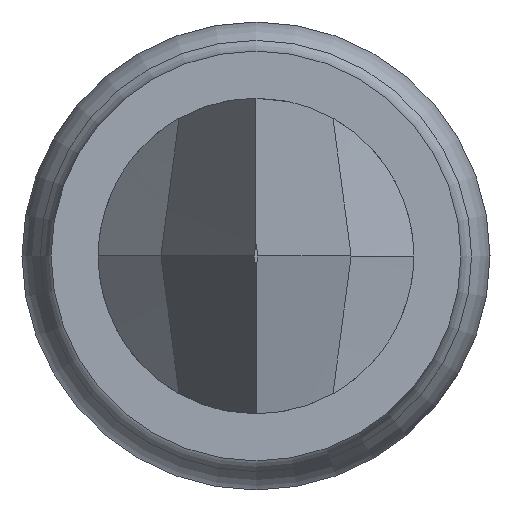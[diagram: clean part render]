
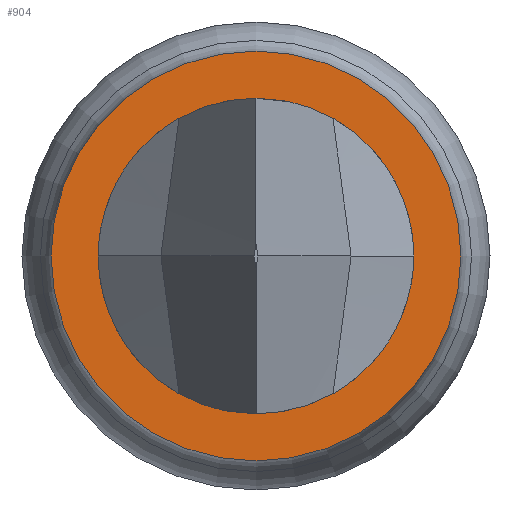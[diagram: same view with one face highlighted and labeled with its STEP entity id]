
A CAD part, left-side view. The second image highlights one B-rep face of the part: STEP entity #904.
In plain terms, the highlighted planar face has unit normal (-1, 0, 0).
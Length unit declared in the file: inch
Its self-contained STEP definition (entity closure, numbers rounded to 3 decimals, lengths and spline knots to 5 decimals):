
#18 = CARTESIAN_POINT ( 'NONE',  ( 0., 0.0165, 0. ) ) ;
#47 = DIRECTION ( 'NONE',  ( 0., 0., 1. ) ) ;
#135 = DIRECTION ( 'NONE',  ( 1., 0., 0. ) ) ;
#169 = FACE_BOUND ( 'NONE', #510, .T. ) ;
#235 = ORIENTED_EDGE ( 'NONE', *, *, #726, .F. ) ;
#469 = DIRECTION ( 'NONE',  ( 0., 0., 1. ) ) ;
#471 = AXIS2_PLACEMENT_3D ( 'NONE', #512, #135, #659 ) ;
#482 = CARTESIAN_POINT ( 'NONE',  ( 0., 0., -0.0176 ) ) ;
#490 = CARTESIAN_POINT ( 'NONE',  ( 0., 0., 0. ) ) ;
#510 = EDGE_LOOP ( 'NONE', ( #881 ) ) ;
#512 = CARTESIAN_POINT ( 'NONE',  ( 0., 0., 0. ) ) ;
#527 = VERTEX_POINT ( 'NONE', #482 ) ;
#542 = FACE_OUTER_BOUND ( 'NONE', #735, .T. ) ;
#577 = AXIS2_PLACEMENT_3D ( 'NONE', #490, #951, #47 ) ;
#603 = EDGE_CURVE ( 'NONE', #947, #947, #754, .T. ) ;
#629 = CARTESIAN_POINT ( 'NONE',  ( 0., 0., 0.01355 ) ) ;
#659 = DIRECTION ( 'NONE',  ( 0., 0., -1. ) ) ;
#726 = EDGE_CURVE ( 'NONE', #527, #527, #753, .T. ) ;
#735 = EDGE_LOOP ( 'NONE', ( #235 ) ) ;
#753 = CIRCLE ( 'NONE', #471, 0.0176 ) ;
#754 = CIRCLE ( 'NONE', #577, 0.01355 ) ;
#779 = DIRECTION ( 'NONE',  ( -1., 0., 0. ) ) ;
#881 = ORIENTED_EDGE ( 'NONE', *, *, #603, .T. ) ;
#904 = ADVANCED_FACE ( 'NONE', ( #169, #542 ), #984, .T. ) ;
#931 = AXIS2_PLACEMENT_3D ( 'NONE', #18, #779, #469 ) ;
#947 = VERTEX_POINT ( 'NONE', #629 ) ;
#951 = DIRECTION ( 'NONE',  ( 1., 0., 0. ) ) ;
#984 = PLANE ( 'NONE',  #931 ) ;
